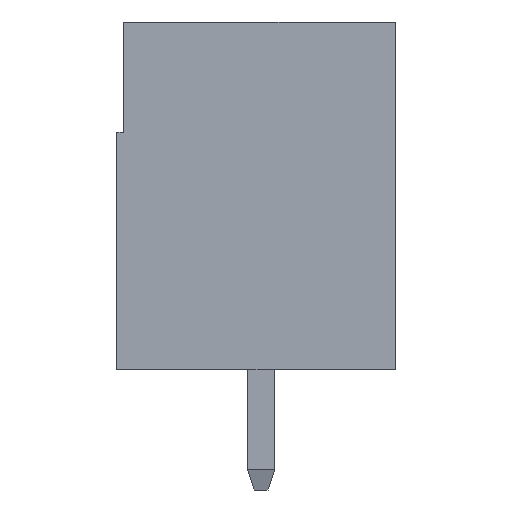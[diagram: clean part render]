
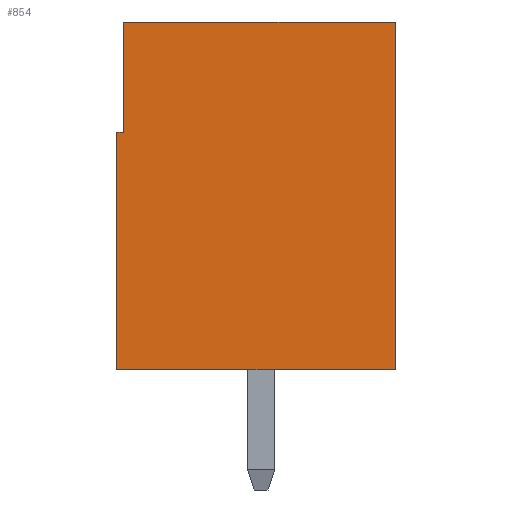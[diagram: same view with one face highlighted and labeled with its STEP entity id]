
A CAD part, left-side view. The second image highlights one B-rep face of the part: STEP entity #854.
In plain terms, the highlighted planar face has unit normal (-1, 0, 0).
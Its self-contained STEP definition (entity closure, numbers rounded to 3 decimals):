
#854 = ADVANCED_FACE( '', ( #1743 ), #1744, .T. );
#1743 = FACE_OUTER_BOUND( '', #2684, .T. );
#1744 = PLANE( '', #2685 );
#2684 = EDGE_LOOP( '', ( #4965, #4966, #4967, #4968, #4969, #4970 ) );
#2685 = AXIS2_PLACEMENT_3D( '', #4971, #4972, #4973 );
#4965 = ORIENTED_EDGE( '', *, *, #6610, .T. );
#4966 = ORIENTED_EDGE( '', *, *, #6361, .T. );
#4967 = ORIENTED_EDGE( '', *, *, #6394, .T. );
#4968 = ORIENTED_EDGE( '', *, *, #6500, .T. );
#4969 = ORIENTED_EDGE( '', *, *, #6332, .T. );
#4970 = ORIENTED_EDGE( '', *, *, #6611, .T. );
#4971 = CARTESIAN_POINT( '', ( -11.05, 0., 0. ) );
#4972 = DIRECTION( '', ( -1., 0., 0. ) );
#4973 = DIRECTION( '', ( 0., 0., 1. ) );
#6332 = EDGE_CURVE( '', #7830, #7832, #7834, .T. );
#6361 = EDGE_CURVE( '', #7876, #7874, #7877, .T. );
#6394 = EDGE_CURVE( '', #7874, #7924, #7926, .T. );
#6500 = EDGE_CURVE( '', #7924, #7830, #8064, .T. );
#6610 = EDGE_CURVE( '', #8194, #7876, #8195, .T. );
#6611 = EDGE_CURVE( '', #7832, #8194, #8196, .T. );
#7830 = VERTEX_POINT( '', #9925 );
#7832 = VERTEX_POINT( '', #9928 );
#7834 = LINE( '', #9931, #9932 );
#7874 = VERTEX_POINT( '', #9990 );
#7876 = VERTEX_POINT( '', #9993 );
#7877 = LINE( '', #9994, #9995 );
#7924 = VERTEX_POINT( '', #10070 );
#7926 = LINE( '', #10073, #10074 );
#8064 = LINE( '', #10275, #10276 );
#8194 = VERTEX_POINT( '', #10475 );
#8195 = LINE( '', #10476, #10477 );
#8196 = LINE( '', #10478, #10479 );
#9925 = CARTESIAN_POINT( '', ( -11.05, 4.05, 1.85 ) );
#9928 = CARTESIAN_POINT( '', ( -11.05, 4.05, -5.05 ) );
#9931 = CARTESIAN_POINT( '', ( -11.05, 4.05, 1.85 ) );
#9932 = VECTOR( '', #11265, 1000. );
#9990 = CARTESIAN_POINT( '', ( -11.05, 3.85, 5.05 ) );
#9993 = CARTESIAN_POINT( '', ( -11.05, -4.05, 5.05 ) );
#9994 = CARTESIAN_POINT( '', ( -11.05, -4.05, 5.05 ) );
#9995 = VECTOR( '', #11291, 1000. );
#10070 = CARTESIAN_POINT( '', ( -11.05, 3.85, 1.85 ) );
#10073 = CARTESIAN_POINT( '', ( -11.05, 3.85, 5.05 ) );
#10074 = VECTOR( '', #11324, 1000. );
#10275 = CARTESIAN_POINT( '', ( -11.05, 3.85, 1.85 ) );
#10276 = VECTOR( '', #11409, 1000. );
#10475 = CARTESIAN_POINT( '', ( -11.05, -4.05, -5.05 ) );
#10476 = CARTESIAN_POINT( '', ( -11.05, -4.05, -5.05 ) );
#10477 = VECTOR( '', #11479, 1000. );
#10478 = CARTESIAN_POINT( '', ( -11.05, 4.05, -5.05 ) );
#10479 = VECTOR( '', #11480, 1000. );
#11265 = DIRECTION( '', ( 0., 0., -1. ) );
#11291 = DIRECTION( '', ( 0., 1., 0. ) );
#11324 = DIRECTION( '', ( 0., 0., -1. ) );
#11409 = DIRECTION( '', ( 0., 1., 0. ) );
#11479 = DIRECTION( '', ( 0., 0., 1. ) );
#11480 = DIRECTION( '', ( 0., -1., 0. ) );
